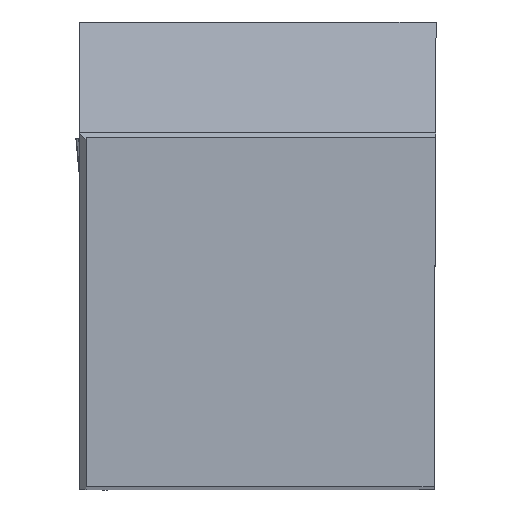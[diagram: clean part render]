
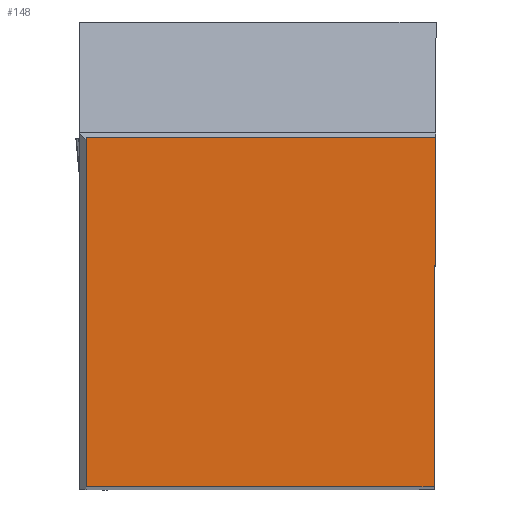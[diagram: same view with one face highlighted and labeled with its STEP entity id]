
A CAD part, top view. The second image highlights one B-rep face of the part: STEP entity #148.
In plain terms, the highlighted planar face has unit normal (0, 0, 1).
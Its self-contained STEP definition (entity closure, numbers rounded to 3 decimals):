
#148=ADVANCED_FACE('BLANK_BOXF006',(#243),#191,.F.);
#191=PLANE('',#1202);
#243=FACE_OUTER_BOUND('',#295,.T.);
#295=EDGE_LOOP('',(#530,#531,#532,#533));
#530=ORIENTED_EDGE('',*,*,#818,.F.);
#531=ORIENTED_EDGE('',*,*,#809,.F.);
#532=ORIENTED_EDGE('',*,*,#819,.F.);
#533=ORIENTED_EDGE('',*,*,#820,.F.);
#680=VERTEX_POINT('',#1907);
#681=VERTEX_POINT('',#1909);
#686=VERTEX_POINT('',#1926);
#687=VERTEX_POINT('',#1928);
#809=EDGE_CURVE('',#680,#681,#928,.T.);
#818=EDGE_CURVE('',#681,#686,#937,.T.);
#819=EDGE_CURVE('',#687,#680,#938,.T.);
#820=EDGE_CURVE('',#686,#687,#939,.T.);
#928=LINE('',#1908,#1051);
#937=LINE('',#1925,#1060);
#938=LINE('',#1927,#1061);
#939=LINE('',#1929,#1062);
#1051=VECTOR('',#1406,1.);
#1060=VECTOR('',#1421,1.);
#1061=VECTOR('',#1422,1.);
#1062=VECTOR('',#1423,1.);
#1202=AXIS2_PLACEMENT_3D('',#1930,#1424,#1425);
#1406=DIRECTION('',(-1.,0.,0.));
#1421=DIRECTION('',(0.,1.,0.));
#1422=DIRECTION('',(-0.004,-1.,0.));
#1423=DIRECTION('',(1.,0.,0.));
#1424=DIRECTION('',(0.,0.,-1.));
#1425=DIRECTION('',(0.,-1.,0.));
#1907=CARTESIAN_POINT('',(-0.11,0.,0.));
#1908=CARTESIAN_POINT('',(151.6,0.,0.));
#1909=CARTESIAN_POINT('',(-25.273,0.,0.));
#1925=CARTESIAN_POINT('',(-25.273,-151.6,0.));
#1926=CARTESIAN_POINT('',(-25.273,25.273,0.));
#1927=CARTESIAN_POINT('',(0.551,151.599,0.));
#1928=CARTESIAN_POINT('',(0.,25.273,0.));
#1929=CARTESIAN_POINT('',(-151.6,25.273,0.));
#1930=CARTESIAN_POINT('',(-25.76,-5.,0.));
